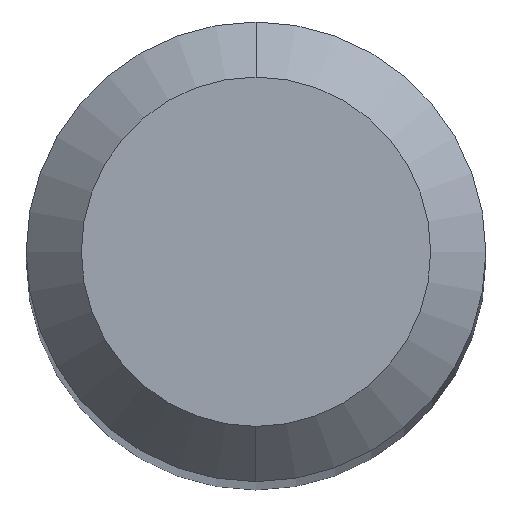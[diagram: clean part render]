
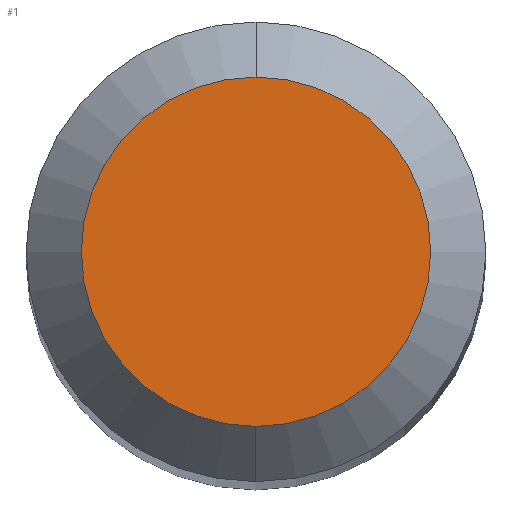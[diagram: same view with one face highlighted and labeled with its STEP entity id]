
A CAD part, top view. The second image highlights one B-rep face of the part: STEP entity #1.
In plain terms, the highlighted planar face has unit normal (0, 0, 1).
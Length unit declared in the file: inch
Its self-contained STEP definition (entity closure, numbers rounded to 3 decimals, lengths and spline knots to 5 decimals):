
#1 = ADVANCED_FACE ( 'NONE', ( #493 ), #275, .F. ) ;
#43 = DIRECTION ( 'NONE',  ( 0., -1., 0. ) ) ;
#86 = DIRECTION ( 'NONE',  ( 0., 1., 0. ) ) ;
#132 = DIRECTION ( 'NONE',  ( 0., -1., 0. ) ) ;
#147 = EDGE_LOOP ( 'NONE', ( #283, #448 ) ) ;
#150 = DIRECTION ( 'NONE',  ( 0., 0., -1. ) ) ;
#158 = CIRCLE ( 'NONE', #209, 0.0475 ) ;
#188 = CARTESIAN_POINT ( 'NONE',  ( 0., 0.0475, 0. ) ) ;
#209 = AXIS2_PLACEMENT_3D ( 'NONE', #223, #443, #132 ) ;
#223 = CARTESIAN_POINT ( 'NONE',  ( 0., 0., 0. ) ) ;
#260 = CIRCLE ( 'NONE', #466, 0.0475 ) ;
#275 = PLANE ( 'NONE',  #382 ) ;
#283 = ORIENTED_EDGE ( 'NONE', *, *, #305, .T. ) ;
#295 = EDGE_CURVE ( 'NONE', #458, #402, #260, .T. ) ;
#296 = DIRECTION ( 'NONE',  ( 0., 0., 1. ) ) ;
#305 = EDGE_CURVE ( 'NONE', #402, #458, #158, .T. ) ;
#382 = AXIS2_PLACEMENT_3D ( 'NONE', #453, #150, #86 ) ;
#402 = VERTEX_POINT ( 'NONE', #188 ) ;
#443 = DIRECTION ( 'NONE',  ( 0., 0., 1. ) ) ;
#448 = ORIENTED_EDGE ( 'NONE', *, *, #295, .T. ) ;
#453 = CARTESIAN_POINT ( 'NONE',  ( 0., 0.0475, 0. ) ) ;
#458 = VERTEX_POINT ( 'NONE', #535 ) ;
#466 = AXIS2_PLACEMENT_3D ( 'NONE', #526, #296, #43 ) ;
#493 = FACE_OUTER_BOUND ( 'NONE', #147, .T. ) ;
#526 = CARTESIAN_POINT ( 'NONE',  ( 0., 0., 0. ) ) ;
#535 = CARTESIAN_POINT ( 'NONE',  ( 0., -0.0475, 0. ) ) ;
